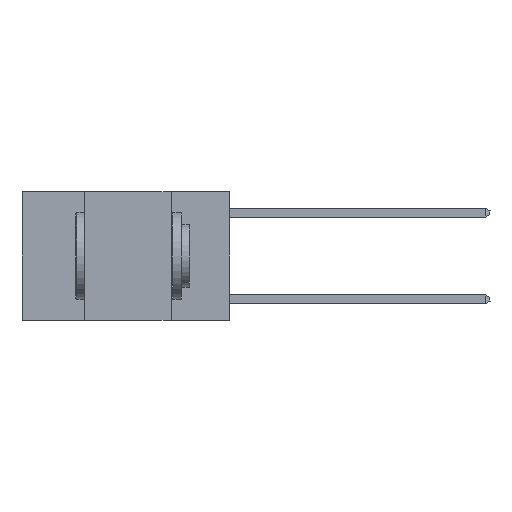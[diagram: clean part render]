
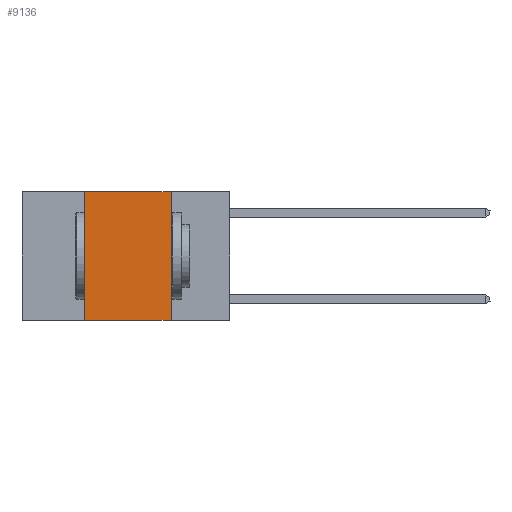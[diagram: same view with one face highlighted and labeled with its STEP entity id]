
A CAD part, left-side view. The second image highlights one B-rep face of the part: STEP entity #9136.
In plain terms, the highlighted planar face has unit normal (-1, 0, 0).
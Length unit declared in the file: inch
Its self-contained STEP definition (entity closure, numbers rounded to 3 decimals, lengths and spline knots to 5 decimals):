
#474 = AXIS2_PLACEMENT_3D ( 'NONE', #14098, #3213, #11434 ) ;
#564 = VERTEX_POINT ( 'NONE', #16873 ) ;
#986 = EDGE_CURVE ( 'NONE', #7797, #564, #10946, .T. ) ;
#1869 = ORIENTED_EDGE ( 'NONE', *, *, #14465, .F. ) ;
#3015 = CARTESIAN_POINT ( 'NONE',  ( 0., 0.42, 0. ) ) ;
#3213 = DIRECTION ( 'NONE',  ( 1., 0., 0. ) ) ;
#4717 = LINE ( 'NONE', #4929, #5562 ) ;
#4784 = FACE_OUTER_BOUND ( 'NONE', #12416, .T. ) ;
#4884 = DIRECTION ( 'NONE',  ( 0., -1., 0. ) ) ;
#4929 = CARTESIAN_POINT ( 'NONE',  ( 0., 0.17, 0. ) ) ;
#5027 = DIRECTION ( 'NONE',  ( 0., 0., -1. ) ) ;
#5074 = VECTOR ( 'NONE', #12550, 39.37008 ) ;
#5562 = VECTOR ( 'NONE', #5027, 39.37008 ) ;
#6345 = CARTESIAN_POINT ( 'NONE',  ( 0., 0.6, 0. ) ) ;
#7437 = CARTESIAN_POINT ( 'NONE',  ( 0., 0.6, -0.37 ) ) ;
#7797 = VERTEX_POINT ( 'NONE', #18878 ) ;
#7841 = ORIENTED_EDGE ( 'NONE', *, *, #18672, .F. ) ;
#8414 = VECTOR ( 'NONE', #4884, 39.37008 ) ;
#9114 = CARTESIAN_POINT ( 'NONE',  ( 0., 0.42, 0. ) ) ;
#9136 = ADVANCED_FACE ( 'NONE', ( #4784 ), #17315, .F. ) ;
#9794 = VERTEX_POINT ( 'NONE', #9114 ) ;
#10200 = VERTEX_POINT ( 'NONE', #11384 ) ;
#10946 = LINE ( 'NONE', #7437, #11929 ) ;
#11384 = CARTESIAN_POINT ( 'NONE',  ( 0., 0.17, 0. ) ) ;
#11434 = DIRECTION ( 'NONE',  ( 0., 0., -1. ) ) ;
#11929 = VECTOR ( 'NONE', #20167, 39.37008 ) ;
#12416 = EDGE_LOOP ( 'NONE', ( #7841, #1869, #15092, #17301 ) ) ;
#12450 = LINE ( 'NONE', #3015, #5074 ) ;
#12550 = DIRECTION ( 'NONE',  ( 0., 0., 1. ) ) ;
#14098 = CARTESIAN_POINT ( 'NONE',  ( 0., 0.6, 0. ) ) ;
#14264 = EDGE_CURVE ( 'NONE', #7797, #9794, #12450, .T. ) ;
#14372 = LINE ( 'NONE', #6345, #8414 ) ;
#14465 = EDGE_CURVE ( 'NONE', #9794, #10200, #14372, .T. ) ;
#15092 = ORIENTED_EDGE ( 'NONE', *, *, #14264, .F. ) ;
#16873 = CARTESIAN_POINT ( 'NONE',  ( 0., 0.17, -0.37 ) ) ;
#17301 = ORIENTED_EDGE ( 'NONE', *, *, #986, .T. ) ;
#17315 = PLANE ( 'NONE',  #474 ) ;
#18672 = EDGE_CURVE ( 'NONE', #10200, #564, #4717, .T. ) ;
#18878 = CARTESIAN_POINT ( 'NONE',  ( 0., 0.42, -0.37 ) ) ;
#20167 = DIRECTION ( 'NONE',  ( 0., -1., 0. ) ) ;
